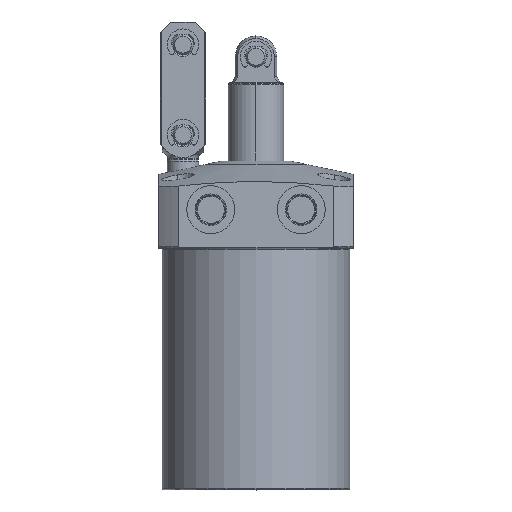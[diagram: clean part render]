
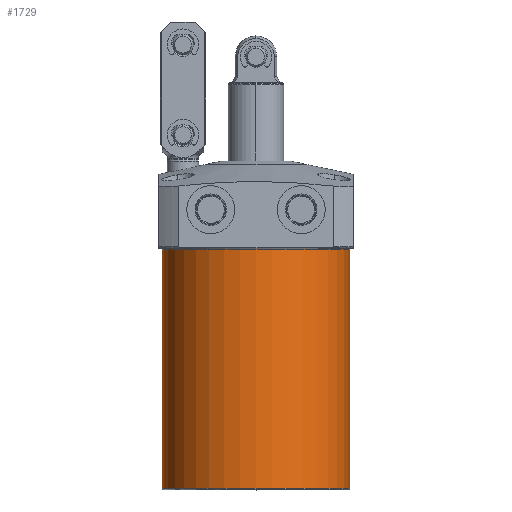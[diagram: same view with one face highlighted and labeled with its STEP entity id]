
A CAD part, top view. The second image highlights one B-rep face of the part: STEP entity #1729.
In plain terms, the highlighted cylindrical face has radius 27 mm (diameter 54 mm), a partial arc.
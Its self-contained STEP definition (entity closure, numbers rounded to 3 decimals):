
#28 = VECTOR ( 'NONE', #8615, 1000. ) ;
#40 = AXIS2_PLACEMENT_3D ( 'NONE', #8612, #8616, #8617 ) ;
#64 = AXIS2_PLACEMENT_3D ( 'NONE', #8618, #8619, #8620 ) ;
#151 = VECTOR ( 'NONE', #8624, 1000. ) ;
#230 = AXIS2_PLACEMENT_3D ( 'NONE', #441, #442, #443 ) ;
#241 = CYLINDRICAL_SURFACE ( 'NONE', #230, 27. ) ;
#288 = FACE_OUTER_BOUND ( 'NONE', #6374, .T. ) ;
#441 = CARTESIAN_POINT ( 'NONE',  ( 0., 0., 0. ) ) ;
#442 = DIRECTION ( 'NONE',  ( 0., 1., 0. ) ) ;
#443 = DIRECTION ( 'NONE',  ( -1., 0., 0. ) ) ;
#901 = CARTESIAN_POINT ( 'NONE',  ( 27., -93., 0. ) ) ;
#904 = CARTESIAN_POINT ( 'NONE',  ( 27., -24.3, 0. ) ) ;
#912 = CARTESIAN_POINT ( 'NONE',  ( -27., -93., 0. ) ) ;
#922 = CARTESIAN_POINT ( 'NONE',  ( -27., -24.3, 0. ) ) ;
#1580 = EDGE_CURVE ( 'NONE', #6428, #6431, #8613, .T. ) ;
#1581 = EDGE_CURVE ( 'NONE', #6439, #6428, #8368, .T. ) ;
#1582 = EDGE_CURVE ( 'NONE', #6449, #6431, #8367, .T. ) ;
#1583 = EDGE_CURVE ( 'NONE', #6439, #6449, #8622, .T. ) ;
#1729 = ADVANCED_FACE ( 'NONE', ( #288 ), #241, .T. ) ;
#1840 = ORIENTED_EDGE ( 'NONE', *, *, #1583, .F. ) ;
#1841 = ORIENTED_EDGE ( 'NONE', *, *, #1580, .T. ) ;
#1842 = ORIENTED_EDGE ( 'NONE', *, *, #1582, .F. ) ;
#1843 = ORIENTED_EDGE ( 'NONE', *, *, #1581, .T. ) ;
#6374 = EDGE_LOOP ( 'NONE', ( #1843, #1841, #1842, #1840 ) ) ;
#6428 = VERTEX_POINT ( 'NONE', #901 ) ;
#6431 = VERTEX_POINT ( 'NONE', #904 ) ;
#6439 = VERTEX_POINT ( 'NONE', #912 ) ;
#6449 = VERTEX_POINT ( 'NONE', #922 ) ;
#8367 = CIRCLE ( 'NONE', #64, 27. ) ;
#8368 = CIRCLE ( 'NONE', #40, 27. ) ;
#8612 = CARTESIAN_POINT ( 'NONE',  ( 0., -93., 0. ) ) ;
#8613 = LINE ( 'NONE', #8614, #28 ) ;
#8614 = CARTESIAN_POINT ( 'NONE',  ( 27., 0., 0. ) ) ;
#8615 = DIRECTION ( 'NONE',  ( 0., 1., 0. ) ) ;
#8616 = DIRECTION ( 'NONE',  ( 0., 1., 0. ) ) ;
#8617 = DIRECTION ( 'NONE',  ( -1., 0., 0. ) ) ;
#8618 = CARTESIAN_POINT ( 'NONE',  ( 0., -24.3, 0. ) ) ;
#8619 = DIRECTION ( 'NONE',  ( 0., 1., 0. ) ) ;
#8620 = DIRECTION ( 'NONE',  ( -1., 0., 0. ) ) ;
#8622 = LINE ( 'NONE', #8623, #151 ) ;
#8623 = CARTESIAN_POINT ( 'NONE',  ( -27., 0., 0. ) ) ;
#8624 = DIRECTION ( 'NONE',  ( 0., 1., 0. ) ) ;
